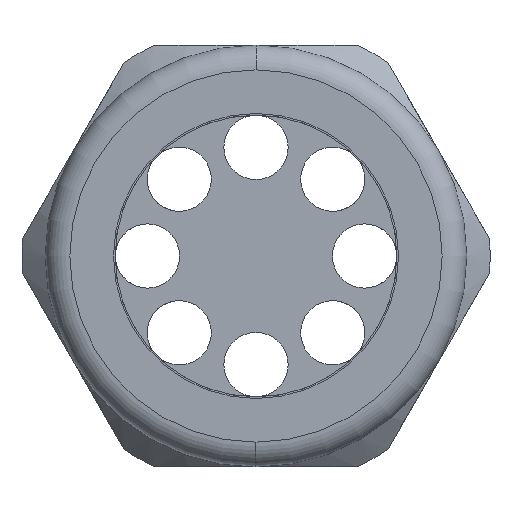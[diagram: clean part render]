
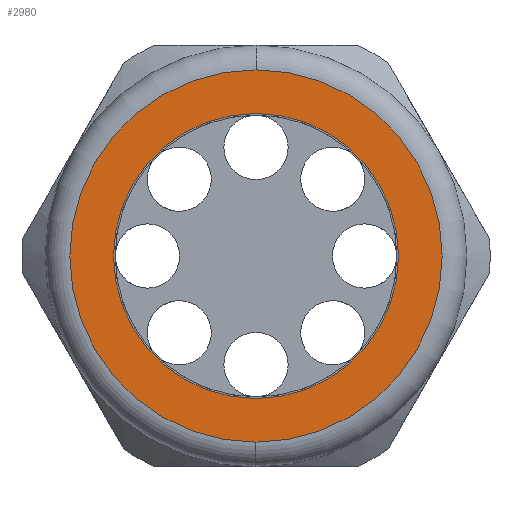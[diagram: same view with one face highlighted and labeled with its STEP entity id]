
A CAD part, left-side view. The second image highlights one B-rep face of the part: STEP entity #2980.
In plain terms, the highlighted planar face has unit normal (-1, 0, 0).
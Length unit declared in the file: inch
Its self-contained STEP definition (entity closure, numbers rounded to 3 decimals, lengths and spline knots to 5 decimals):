
#300 = DIRECTION ( 'NONE',  ( 0., 0., 1. ) ) ;
#301 = DIRECTION ( 'NONE',  ( -1., 0., 0. ) ) ;
#302 = CARTESIAN_POINT ( 'NONE',  ( -2.24, 1.28, 0. ) ) ;
#303 = AXIS2_PLACEMENT_3D ( 'NONE', #302, #301, #300 ) ;
#304 = PLANE ( 'NONE',  #303 ) ;
#305 = FACE_BOUND ( 'NONE', #3025, .T. ) ;
#306 = FACE_OUTER_BOUND ( 'NONE', #2981, .T. ) ;
#317 = DIRECTION ( 'NONE',  ( 0., 0., -1. ) ) ;
#318 = DIRECTION ( 'NONE',  ( 1., 0., 0. ) ) ;
#319 = CARTESIAN_POINT ( 'NONE',  ( -2.24, 0., 0. ) ) ;
#320 = AXIS2_PLACEMENT_3D ( 'NONE', #319, #318, #317 ) ;
#321 = CIRCLE ( 'NONE', #320, 0.865 ) ;
#396 = DIRECTION ( 'NONE',  ( -1., 0., 0. ) ) ;
#397 = AXIS2_PLACEMENT_3D ( 'NONE', #404, #396, #457 ) ;
#398 = CIRCLE ( 'NONE', #397, 1.13 ) ;
#404 = CARTESIAN_POINT ( 'NONE',  ( -2.24, 0., 0. ) ) ;
#457 = DIRECTION ( 'NONE',  ( 0., 0., 1. ) ) ;
#1472 = CARTESIAN_POINT ( 'NONE',  ( -2.24, 0., -1.13 ) ) ;
#1473 = DIRECTION ( 'NONE',  ( 0., 0., 1. ) ) ;
#1474 = DIRECTION ( 'NONE',  ( -1., 0., 0. ) ) ;
#1475 = CARTESIAN_POINT ( 'NONE',  ( -2.24, 0., 0. ) ) ;
#1476 = AXIS2_PLACEMENT_3D ( 'NONE', #1475, #1474, #1473 ) ;
#1477 = CIRCLE ( 'NONE', #1476, 1.13 ) ;
#1603 = CARTESIAN_POINT ( 'NONE',  ( -2.24, 0., 1.13 ) ) ;
#1617 = CARTESIAN_POINT ( 'NONE',  ( -2.24, 0., 0.865 ) ) ;
#1618 = CARTESIAN_POINT ( 'NONE',  ( -2.24, 0., -0.865 ) ) ;
#1623 = DIRECTION ( 'NONE',  ( 0., 0., -1. ) ) ;
#1624 = DIRECTION ( 'NONE',  ( 1., 0., 0. ) ) ;
#1625 = CARTESIAN_POINT ( 'NONE',  ( -2.24, 0., 0. ) ) ;
#1626 = AXIS2_PLACEMENT_3D ( 'NONE', #1625, #1624, #1623 ) ;
#1627 = CIRCLE ( 'NONE', #1626, 0.865 ) ;
#2973 = EDGE_CURVE ( 'NONE', #5895, #5896, #321, .T. ) ;
#2980 = ADVANCED_FACE ( 'NONE', ( #306, #305 ), #304, .T. ) ;
#2981 = EDGE_LOOP ( 'NONE', ( #2984, #3021 ) ) ;
#2984 = ORIENTED_EDGE ( 'NONE', *, *, #5798, .T. ) ;
#3021 = ORIENTED_EDGE ( 'NONE', *, *, #3023, .T. ) ;
#3023 = EDGE_CURVE ( 'NONE', #5799, #5868, #398, .T. ) ;
#3025 = EDGE_LOOP ( 'NONE', ( #3027, #3030 ) ) ;
#3027 = ORIENTED_EDGE ( 'NONE', *, *, #2973, .T. ) ;
#3030 = ORIENTED_EDGE ( 'NONE', *, *, #5892, .T. ) ;
#5798 = EDGE_CURVE ( 'NONE', #5868, #5799, #1477, .T. ) ;
#5799 = VERTEX_POINT ( 'NONE', #1472 ) ;
#5868 = VERTEX_POINT ( 'NONE', #1603 ) ;
#5892 = EDGE_CURVE ( 'NONE', #5896, #5895, #1627, .T. ) ;
#5895 = VERTEX_POINT ( 'NONE', #1618 ) ;
#5896 = VERTEX_POINT ( 'NONE', #1617 ) ;
